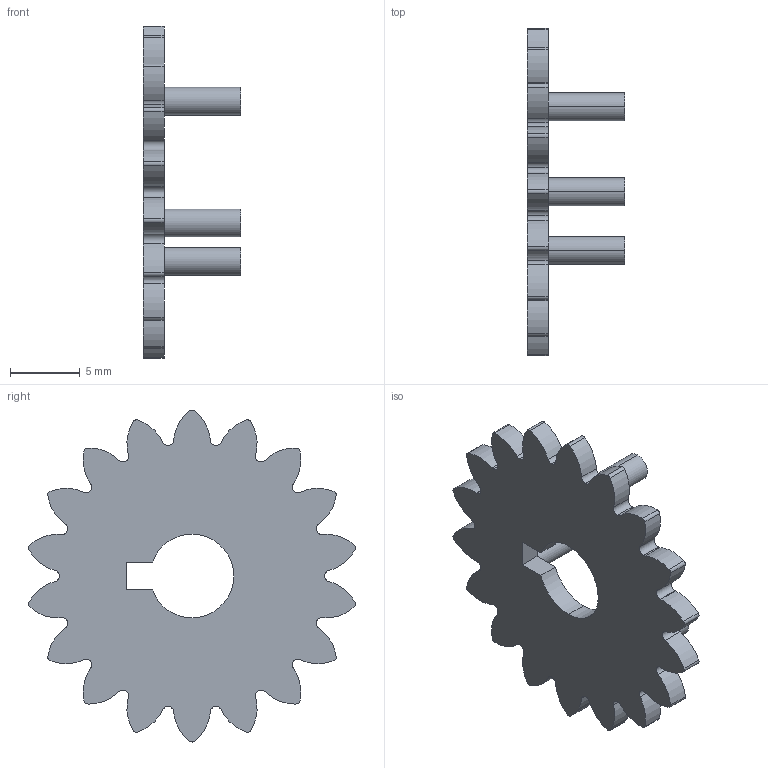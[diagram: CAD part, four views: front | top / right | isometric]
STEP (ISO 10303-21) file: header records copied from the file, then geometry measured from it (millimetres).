
FILE_DESCRIPTION (( 'STEP AP214' ), '1' );
FILE_NAME ('Counter - Digit Disc Gear.STEP', '2025-07-06T08:34:31', ( '' ), ( '' ), 'SwSTEP 2.0', 'SolidWorks 2025', '' );
FILE_SCHEMA (( 'AUTOMOTIVE_DESIGN' ));
Length unit declared in the file: millimetre
Products named in the file (1): Counter - Digit Disc Gear
Bounding box: 7 x 23.45 x 23.8 mm (x, y, z)
Volume: 556.1 mm3; surface area: 1001 mm2
Topology: 4 solids, 4 shells, 109 faces, 303 edges, 202 vertices
Faces by surface type: cylinder 98, plane 11
Entity records: 3678 total; most frequent: DIRECTION 719, CARTESIAN_POINT 615, ORIENTED_EDGE 606, AXIS2_PLACEMENT_3D 306, EDGE_CURVE 303, VERTEX_POINT 202, CIRCLE 196, EDGE_LOOP 111
